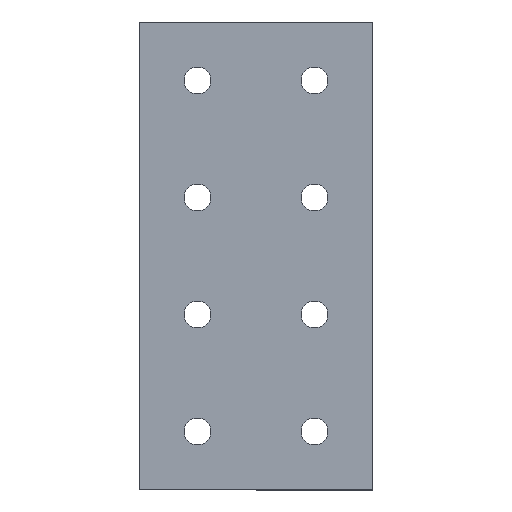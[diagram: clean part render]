
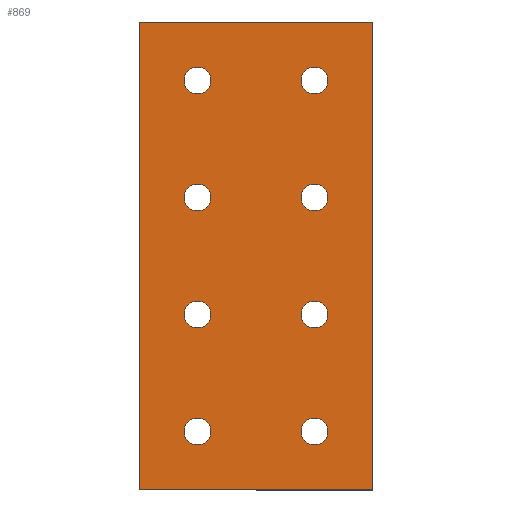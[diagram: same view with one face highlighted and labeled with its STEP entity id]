
A CAD part, top view. The second image highlights one B-rep face of the part: STEP entity #869.
In plain terms, the highlighted planar face has unit normal (0, 0, 1).
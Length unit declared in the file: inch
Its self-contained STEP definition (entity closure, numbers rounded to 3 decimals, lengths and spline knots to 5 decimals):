
#137=CARTESIAN_POINT('',(1.5,4.67188,0.25));
#138=VERTEX_POINT('',#137);
#154=CARTESIAN_POINT('',(1.5,4.32813,0.25));
#155=VERTEX_POINT('',#154);
#162=CARTESIAN_POINT('',(1.5,4.5,0.25));
#163=DIRECTION('',(0.0,0.0,-1.0));
#164=DIRECTION('',(0.0,1.0,0.0));
#165=AXIS2_PLACEMENT_3D('',#162,#163,#164);
#166=CIRCLE('',#165,0.17188);
#167=EDGE_CURVE('',#138,#155,#166,.T.);
#179=CARTESIAN_POINT('',(1.5,3.17187,0.25));
#180=VERTEX_POINT('',#179);
#196=CARTESIAN_POINT('',(1.5,2.82812,0.25));
#197=VERTEX_POINT('',#196);
#204=CARTESIAN_POINT('',(1.5,3.,0.25));
#205=DIRECTION('',(0.0,0.0,-1.0));
#206=DIRECTION('',(0.0,1.0,0.0));
#207=AXIS2_PLACEMENT_3D('',#204,#205,#206);
#208=CIRCLE('',#207,0.17188);
#209=EDGE_CURVE('',#180,#197,#208,.T.);
#221=CARTESIAN_POINT('',(1.5,1.67187,0.25));
#222=VERTEX_POINT('',#221);
#238=CARTESIAN_POINT('',(1.5,1.32812,0.25));
#239=VERTEX_POINT('',#238);
#246=CARTESIAN_POINT('',(1.5,1.5,0.25));
#247=DIRECTION('',(0.0,0.0,-1.0));
#248=DIRECTION('',(0.0,1.0,0.0));
#249=AXIS2_PLACEMENT_3D('',#246,#247,#248);
#250=CIRCLE('',#249,0.17188);
#251=EDGE_CURVE('',#222,#239,#250,.T.);
#263=CARTESIAN_POINT('',(0.0,4.67188,0.25));
#264=VERTEX_POINT('',#263);
#280=CARTESIAN_POINT('',(0.,4.32813,0.25));
#281=VERTEX_POINT('',#280);
#288=CARTESIAN_POINT('',(0.0,4.5,0.25));
#289=DIRECTION('',(0.0,0.0,-1.0));
#290=DIRECTION('',(0.0,1.0,0.0));
#291=AXIS2_PLACEMENT_3D('',#288,#289,#290);
#292=CIRCLE('',#291,0.17188);
#293=EDGE_CURVE('',#264,#281,#292,.T.);
#305=CARTESIAN_POINT('',(0.,3.17188,0.25));
#306=VERTEX_POINT('',#305);
#322=CARTESIAN_POINT('',(0.,2.82813,0.25));
#323=VERTEX_POINT('',#322);
#330=CARTESIAN_POINT('',(0.,3.,0.25));
#331=DIRECTION('',(0.0,0.0,-1.0));
#332=DIRECTION('',(0.0,1.0,0.0));
#333=AXIS2_PLACEMENT_3D('',#330,#331,#332);
#334=CIRCLE('',#333,0.17188);
#335=EDGE_CURVE('',#306,#323,#334,.T.);
#347=CARTESIAN_POINT('',(0.0,1.67188,0.25));
#348=VERTEX_POINT('',#347);
#364=CARTESIAN_POINT('',(0.,1.32813,0.25));
#365=VERTEX_POINT('',#364);
#372=CARTESIAN_POINT('',(0.0,1.5,0.25));
#373=DIRECTION('',(0.0,0.0,-1.0));
#374=DIRECTION('',(0.0,1.0,0.0));
#375=AXIS2_PLACEMENT_3D('',#372,#373,#374);
#376=CIRCLE('',#375,0.17188);
#377=EDGE_CURVE('',#348,#365,#376,.T.);
#389=CARTESIAN_POINT('',(0.,0.17188,0.25));
#390=VERTEX_POINT('',#389);
#406=CARTESIAN_POINT('',(0.,-0.17188,0.25));
#407=VERTEX_POINT('',#406);
#414=CARTESIAN_POINT('',(0.,0.0,0.25));
#415=DIRECTION('',(0.0,0.0,-1.0));
#416=DIRECTION('',(0.0,1.0,0.0));
#417=AXIS2_PLACEMENT_3D('',#414,#415,#416);
#418=CIRCLE('',#417,0.17188);
#419=EDGE_CURVE('',#390,#407,#418,.T.);
#431=CARTESIAN_POINT('',(1.5,0.17188,0.25));
#432=VERTEX_POINT('',#431);
#448=CARTESIAN_POINT('',(1.5,-0.17188,0.25));
#449=VERTEX_POINT('',#448);
#456=CARTESIAN_POINT('',(1.5,0.,0.25));
#457=DIRECTION('',(0.0,0.0,-1.0));
#458=DIRECTION('',(0.0,1.0,0.0));
#459=AXIS2_PLACEMENT_3D('',#456,#457,#458);
#460=CIRCLE('',#459,0.17188);
#461=EDGE_CURVE('',#432,#449,#460,.T.);
#472=CARTESIAN_POINT('',(1.5,0.,0.25));
#473=DIRECTION('',(0.0,0.0,-1.0));
#474=DIRECTION('',(0.0,1.0,0.0));
#475=AXIS2_PLACEMENT_3D('',#472,#473,#474);
#476=CIRCLE('',#475,0.17188);
#477=EDGE_CURVE('',#449,#432,#476,.T.);
#496=CARTESIAN_POINT('',(0.,0.0,0.25));
#497=DIRECTION('',(0.0,0.0,-1.0));
#498=DIRECTION('',(0.0,1.0,0.0));
#499=AXIS2_PLACEMENT_3D('',#496,#497,#498);
#500=CIRCLE('',#499,0.17188);
#501=EDGE_CURVE('',#407,#390,#500,.T.);
#520=CARTESIAN_POINT('',(0.0,1.5,0.25));
#521=DIRECTION('',(0.0,0.0,-1.0));
#522=DIRECTION('',(0.0,1.0,0.0));
#523=AXIS2_PLACEMENT_3D('',#520,#521,#522);
#524=CIRCLE('',#523,0.17188);
#525=EDGE_CURVE('',#365,#348,#524,.T.);
#544=CARTESIAN_POINT('',(0.,3.,0.25));
#545=DIRECTION('',(0.0,0.0,-1.0));
#546=DIRECTION('',(0.0,1.0,0.0));
#547=AXIS2_PLACEMENT_3D('',#544,#545,#546);
#548=CIRCLE('',#547,0.17188);
#549=EDGE_CURVE('',#323,#306,#548,.T.);
#568=CARTESIAN_POINT('',(0.0,4.5,0.25));
#569=DIRECTION('',(0.0,0.0,-1.0));
#570=DIRECTION('',(0.0,1.0,0.0));
#571=AXIS2_PLACEMENT_3D('',#568,#569,#570);
#572=CIRCLE('',#571,0.17188);
#573=EDGE_CURVE('',#281,#264,#572,.T.);
#592=CARTESIAN_POINT('',(1.5,1.5,0.25));
#593=DIRECTION('',(0.0,0.0,-1.0));
#594=DIRECTION('',(0.0,1.0,0.0));
#595=AXIS2_PLACEMENT_3D('',#592,#593,#594);
#596=CIRCLE('',#595,0.17188);
#597=EDGE_CURVE('',#239,#222,#596,.T.);
#616=CARTESIAN_POINT('',(1.5,3.,0.25));
#617=DIRECTION('',(0.0,0.0,-1.0));
#618=DIRECTION('',(0.0,1.0,0.0));
#619=AXIS2_PLACEMENT_3D('',#616,#617,#618);
#620=CIRCLE('',#619,0.17188);
#621=EDGE_CURVE('',#197,#180,#620,.T.);
#640=CARTESIAN_POINT('',(1.5,4.5,0.25));
#641=DIRECTION('',(0.0,0.0,-1.0));
#642=DIRECTION('',(0.0,1.0,0.0));
#643=AXIS2_PLACEMENT_3D('',#640,#641,#642);
#644=CIRCLE('',#643,0.17188);
#645=EDGE_CURVE('',#155,#138,#644,.T.);
#663=CARTESIAN_POINT('',(2.25,-0.75,0.25));
#664=VERTEX_POINT('',#663);
#665=CARTESIAN_POINT('',(-0.75,-0.75,0.25));
#666=VERTEX_POINT('',#665);
#667=CARTESIAN_POINT('',(2.25,-0.75,0.25));
#668=DIRECTION('',(-1.0,0.0,0.0));
#669=VECTOR('',#668,3.);
#670=LINE('',#667,#669);
#671=EDGE_CURVE('',#664,#666,#670,.T.);
#703=CARTESIAN_POINT('',(-0.75,5.25,0.25));
#704=VERTEX_POINT('',#703);
#705=CARTESIAN_POINT('',(-0.75,-0.75,0.25));
#706=DIRECTION('',(0.0,1.0,0.0));
#707=VECTOR('',#706,6.);
#708=LINE('',#705,#707);
#709=EDGE_CURVE('',#666,#704,#708,.T.);
#734=CARTESIAN_POINT('',(2.25,5.25,0.25));
#735=VERTEX_POINT('',#734);
#736=CARTESIAN_POINT('',(-0.75,5.25,0.25));
#737=DIRECTION('',(1.0,0.0,0.0));
#738=VECTOR('',#737,3.);
#739=LINE('',#736,#738);
#740=EDGE_CURVE('',#704,#735,#739,.T.);
#765=CARTESIAN_POINT('',(2.25,5.25,0.25));
#766=DIRECTION('',(0.0,-1.0,0.0));
#767=VECTOR('',#766,6.);
#768=LINE('',#765,#767);
#769=EDGE_CURVE('',#735,#664,#768,.T.);
#826=CARTESIAN_POINT('',(2.25,-0.75,0.25));
#827=DIRECTION('',(0.0,0.0,1.0));
#828=DIRECTION('',(0.0,1.0,0.0));
#829=AXIS2_PLACEMENT_3D('',#826,#827,#828);
#830=PLANE('',#829);
#831=ORIENTED_EDGE('',*,*,#671,.F.);
#832=ORIENTED_EDGE('',*,*,#769,.F.);
#833=ORIENTED_EDGE('',*,*,#740,.F.);
#834=ORIENTED_EDGE('',*,*,#709,.F.);
#835=EDGE_LOOP('',(#831,#832,#833,#834));
#836=FACE_OUTER_BOUND('',#835,.T.);
#837=ORIENTED_EDGE('',*,*,#461,.T.);
#838=ORIENTED_EDGE('',*,*,#477,.T.);
#839=EDGE_LOOP('',(#837,#838));
#840=FACE_BOUND('',#839,.T.);
#841=ORIENTED_EDGE('',*,*,#419,.T.);
#842=ORIENTED_EDGE('',*,*,#501,.T.);
#843=EDGE_LOOP('',(#841,#842));
#844=FACE_BOUND('',#843,.T.);
#845=ORIENTED_EDGE('',*,*,#377,.T.);
#846=ORIENTED_EDGE('',*,*,#525,.T.);
#847=EDGE_LOOP('',(#845,#846));
#848=FACE_BOUND('',#847,.T.);
#849=ORIENTED_EDGE('',*,*,#335,.T.);
#850=ORIENTED_EDGE('',*,*,#549,.T.);
#851=EDGE_LOOP('',(#849,#850));
#852=FACE_BOUND('',#851,.T.);
#853=ORIENTED_EDGE('',*,*,#293,.T.);
#854=ORIENTED_EDGE('',*,*,#573,.T.);
#855=EDGE_LOOP('',(#853,#854));
#856=FACE_BOUND('',#855,.T.);
#857=ORIENTED_EDGE('',*,*,#251,.T.);
#858=ORIENTED_EDGE('',*,*,#597,.T.);
#859=EDGE_LOOP('',(#857,#858));
#860=FACE_BOUND('',#859,.T.);
#861=ORIENTED_EDGE('',*,*,#209,.T.);
#862=ORIENTED_EDGE('',*,*,#621,.T.);
#863=EDGE_LOOP('',(#861,#862));
#864=FACE_BOUND('',#863,.T.);
#865=ORIENTED_EDGE('',*,*,#167,.T.);
#866=ORIENTED_EDGE('',*,*,#645,.T.);
#867=EDGE_LOOP('',(#865,#866));
#868=FACE_BOUND('',#867,.T.);
#869=ADVANCED_FACE('',(#836,#840,#844,#848,#852,#856,#860,#864,#868),#830,.T.);
